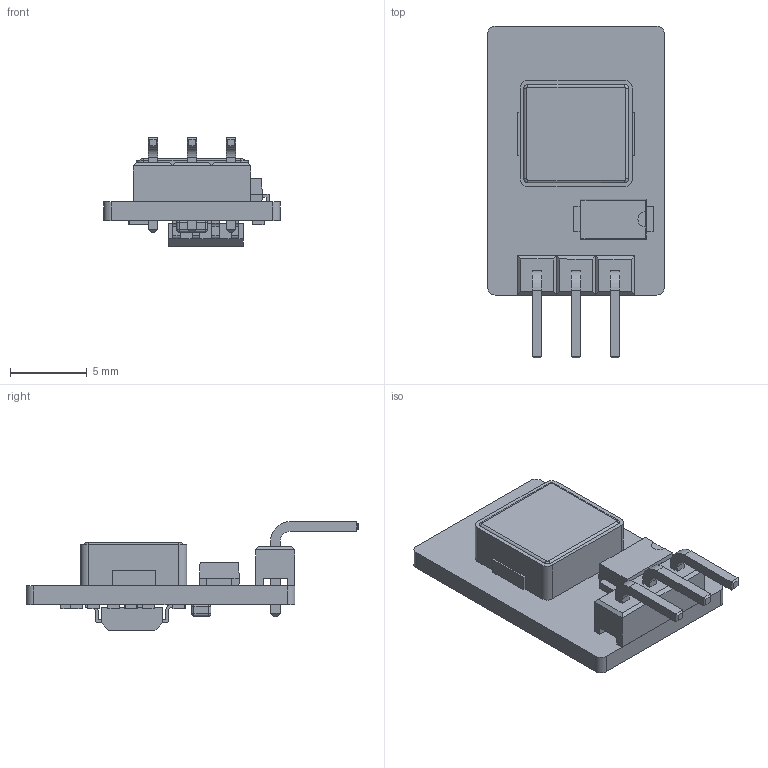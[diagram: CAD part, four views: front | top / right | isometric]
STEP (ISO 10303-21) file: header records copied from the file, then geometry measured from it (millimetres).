
FILE_DESCRIPTION (( 'STEP AP214' ), '1' );
FILE_NAME ('CUI_VXO7805-1000.step', '2017-11-22T02:48:42', ( '' ), ( '' ), 'SwSTEP 2.0', 'SolidWorks 2017', '' );
FILE_SCHEMA (( 'AUTOMOTIVE_DESIGN' ));
Length unit declared in the file: millimetre
Products named in the file (3): CUI_VXO7805-1000; VXO78-1000 components; VXO78-1000 PCB
Assembly tree (2 placements, depth 2):
  CUI_VXO7805-1000
    VXO78-1000 PCB
    VXO78-1000 components
Bounding box: 11.5 x 21.6 x 7.08 mm (x, y, z)
Volume: 487.9 mm3; surface area: 986 mm2
Topology: 17 solids, 17 shells, 621 faces, 1767 edges, 1189 vertices
Faces by surface type: plane 354, cylinder 153, sphere 72, bspline 42
Entity records: 27216 total; most frequent: CARTESIAN_POINT 7466, ORIENTED_EDGE 3412, DIRECTION 2621, EDGE_CURVE 1706, VERTEX_POINT 1182, LINE 923, VECTOR 923, AXIS2_PLACEMENT_3D 849
